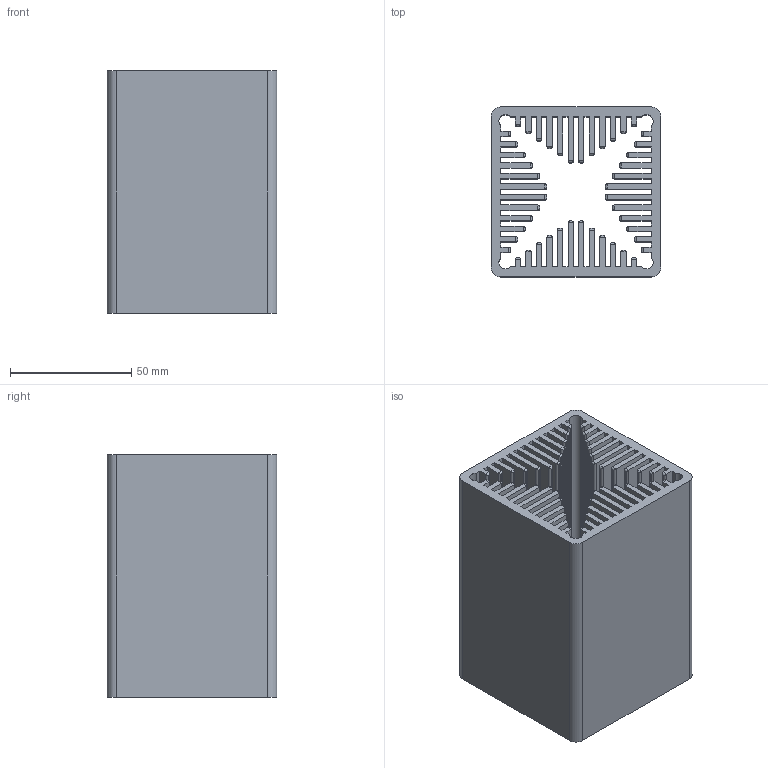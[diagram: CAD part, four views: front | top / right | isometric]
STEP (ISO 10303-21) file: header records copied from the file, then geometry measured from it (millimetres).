
FILE_DESCRIPTION (( 'STEP AP214' ), '1' );
FILE_NAME ('Heat Sink.STEP', '2024-04-11T09:31:40', ( '' ), ( '' ), 'SwSTEP 2.0', 'SolidWorks 2023', '' );
FILE_SCHEMA (( 'AUTOMOTIVE_DESIGN' ));
Length unit declared in the file: millimetre
Products named in the file (1): Heat Sink
Bounding box: 70 x 70 x 100 mm (x, y, z)
Volume: 221217.6 mm3; surface area: 163917.9 mm2
Topology: 1 solids, 1 shells, 404 faces, 1014 edges, 612 vertices
Faces by surface type: cylinder 202, plane 202
Entity records: 11609 total; most frequent: CARTESIAN_POINT 2607, ORIENTED_EDGE 2028, DIRECTION 1652, EDGE_CURVE 1014, LINE 802, VECTOR 802, VERTEX_POINT 612, AXIS2_PLACEMENT_3D 425
